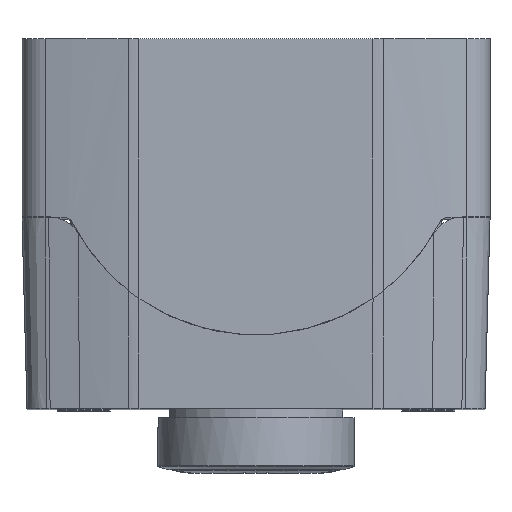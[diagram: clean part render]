
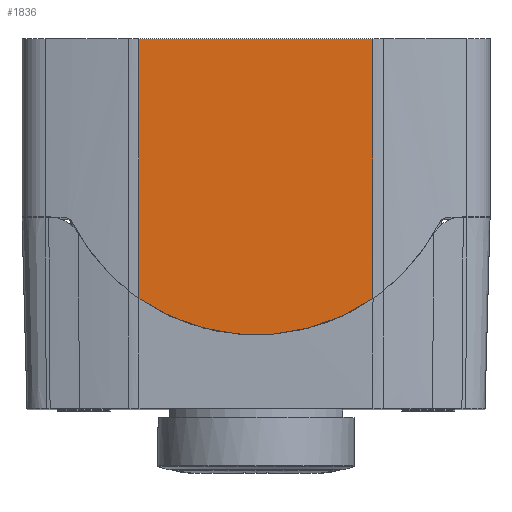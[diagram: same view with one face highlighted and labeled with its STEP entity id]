
A CAD part, top view. The second image highlights one B-rep face of the part: STEP entity #1836.
In plain terms, the highlighted planar face has unit normal (0, 0, 1).
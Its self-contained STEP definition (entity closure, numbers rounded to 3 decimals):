
#1836=ADVANCED_FACE('',(#3789),#3790,.T.);
#3789=FACE_OUTER_BOUND('',#7556,.T.);
#3790=PLANE('',#7557);
#7556=EDGE_LOOP('',(#13154,#13155,#13156,#13157));
#7557=AXIS2_PLACEMENT_3D('',#13158,#13159,#13160);
#13154=ORIENTED_EDGE('',*,*,#16307,.F.);
#13155=ORIENTED_EDGE('',*,*,#16297,.T.);
#13156=ORIENTED_EDGE('',*,*,#16309,.T.);
#13157=ORIENTED_EDGE('',*,*,#16263,.T.);
#13158=CARTESIAN_POINT('',(-17.0,53.75,53.0));
#13159=DIRECTION('',(0.0,0.0,1.0));
#13160=DIRECTION('',(-1.0,0.0,0.0));
#16263=EDGE_CURVE('',#19840,#19838,#19841,.T.);
#16297=EDGE_CURVE('',#19900,#19898,#19901,.T.);
#16307=EDGE_CURVE('',#19900,#19838,#19912,.T.);
#16309=EDGE_CURVE('',#19898,#19840,#19914,.T.);
#19838=VERTEX_POINT('',#26282);
#19840=VERTEX_POINT('',#26284);
#19841=LINE('',#26285,#26286);
#19898=VERTEX_POINT('',#26404);
#19900=VERTEX_POINT('',#26415);
#19901=CIRCLE('',#26416,30.0);
#19912=LINE('',#26446,#26447);
#19914=LINE('',#26449,#26450);
#26282=CARTESIAN_POINT('',(-17.0,53.75,53.0));
#26284=CARTESIAN_POINT('',(17.0,53.75,53.0));
#26285=CARTESIAN_POINT('',(17.0,53.75,53.0));
#26286=VECTOR('',#29823,34.0);
#26404=CARTESIAN_POINT('',(17.0,15.982,53.0));
#26415=CARTESIAN_POINT('',(-17.0,15.982,53.0));
#26416=AXIS2_PLACEMENT_3D('',#29871,#29872,#29873);
#26446=CARTESIAN_POINT('',(-17.0,15.982,53.0));
#26447=VECTOR('',#29877,37.768);
#26449=CARTESIAN_POINT('',(17.0,15.982,53.0));
#26450=VECTOR('',#29878,37.768);
#29823=DIRECTION('',(-1.0,0.0,0.0));
#29871=CARTESIAN_POINT('',(0.0,40.7,53.0));
#29872=DIRECTION('',(0.0,0.0,1.0));
#29873=DIRECTION('',(-0.567,-0.824,0.0));
#29877=DIRECTION('',(0.0,1.0,0.0));
#29878=DIRECTION('',(0.0,1.0,0.0));
